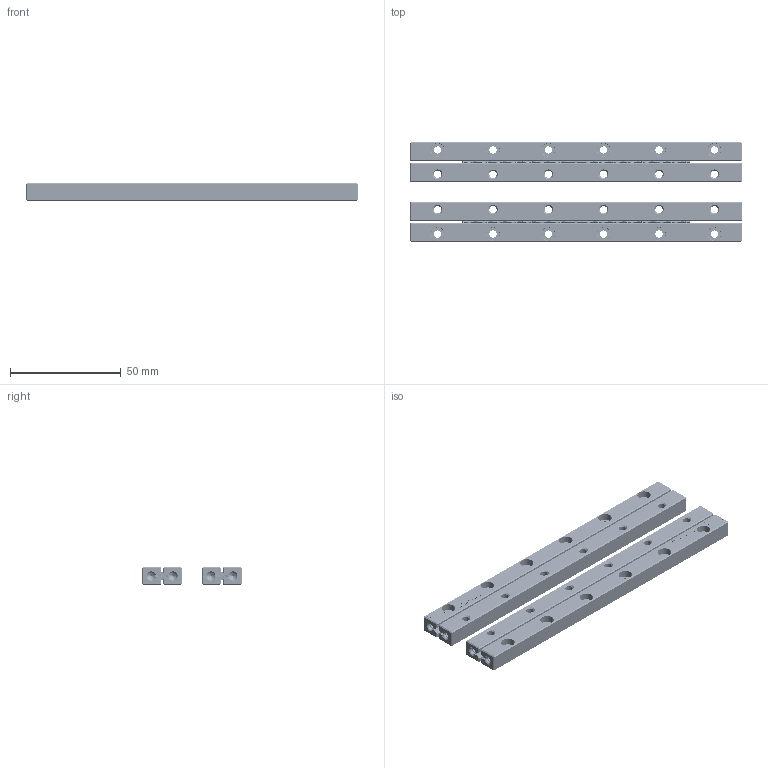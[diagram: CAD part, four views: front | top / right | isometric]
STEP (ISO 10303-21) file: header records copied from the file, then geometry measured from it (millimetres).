
FILE_DESCRIPTION(/* description */ (''),/* implementation_level */ '2;1');
FILE_NAME(/* name */ 'Set RSDE-3150x28KRE-ACC_stp.stp',/* time_stamp */ '2025-03-04T11:45:17+01:00',/* author */ (''),/* organization */ (''),/* preprocessor_version */ 'ST-DEVELOPER v16.7',/* originating_system */ 'SIEMENS PLM Software NX 12.0',/* authorisation */ '');
FILE_SCHEMA (('AUTOMOTIVE_DESIGN { 1 0 10303 214 3 1 1 1 }'));
Products named in the file (1): Set RSDE-3150x28KRE-ACC_stp
Bounding box: 150 x 45 x 8 mm (x, y, z)
Volume: 36292.3 mm3; surface area: 31341.8 mm2
Topology: 72 solids, 72 shells, 5112 faces, 14362 edges, 9466 vertices
Faces by surface type: plane 2780, cylinder 1252, torus 560, bspline 360, cone 88, extrusion 72
Full cylindrical faces by diameter (mm): 0.45 x240, 1 x8, 2 x56, 2.6 x8, 3 x56, 3.2 x8, 3.3 x24, 6 x24
Entity records: 175924 total; most frequent: CARTESIAN_POINT 39387, ORIENTED_EDGE 26880, DIRECTION 25254, EDGE_CURVE 13440, VERTEX_POINT 9172, VECTOR 8476, LINE 8404, AXIS2_PLACEMENT_3D 8389
